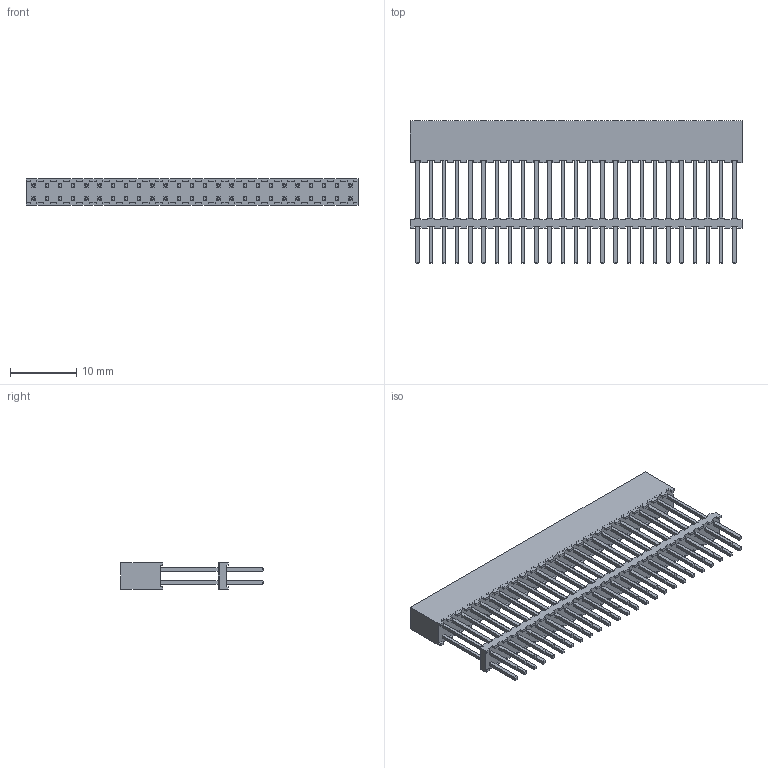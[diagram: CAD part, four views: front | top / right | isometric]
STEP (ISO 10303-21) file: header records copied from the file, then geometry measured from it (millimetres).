
FILE_DESCRIPTION(/* description */ ('STEP AP214'),/* implementation_level */ '2;1');
FILE_NAME(/* name */ 'ESQT-125-02-M-D-640',/* time_stamp */ '2023-08-26T09:24:48+02:00',/* author */ ('License CC BY-ND 4.0'),/* organization */ ('CADENAS'),/* preprocessor_version */ 'ST-DEVELOPER v19.3',/* originating_system */ 'PARTsolutions',/* authorisation */ ' ');
FILE_SCHEMA (('AUTOMOTIVE_DESIGN {1 0 10303 214 3 1 1}'));
Length unit declared in the file: inch
Products named in the file (4): ESQT-125-02-M-D-640; ESQT-125-02-M-D-640_BS; ESQT-125-02-M-D-640_P; ESQT-125-02-M-D-640_S
Assembly tree (3 placements, depth 2):
  ESQT-125-02-M-D-640
    ESQT-125-02-M-D-640_BS
    ESQT-125-02-M-D-640_P
    ESQT-125-02-M-D-640_S
Bounding box: 50.3 x 21.59 x 4 mm (x, y, z)
Volume: 1600.2 mm3; surface area: 4661.7 mm2
Topology: 3 solids, 3 shells, 1976 faces, 5260 edges, 3440 vertices
Faces by surface type: plane 1926, cylinder 50
Entity records: 60228 total; most frequent: CARTESIAN_POINT 10680, ORIENTED_EDGE 10520, DIRECTION 9320, EDGE_CURVE 5260, LINE 5160, VECTOR 5160, VERTEX_POINT 3440, EDGE_LOOP 2226
